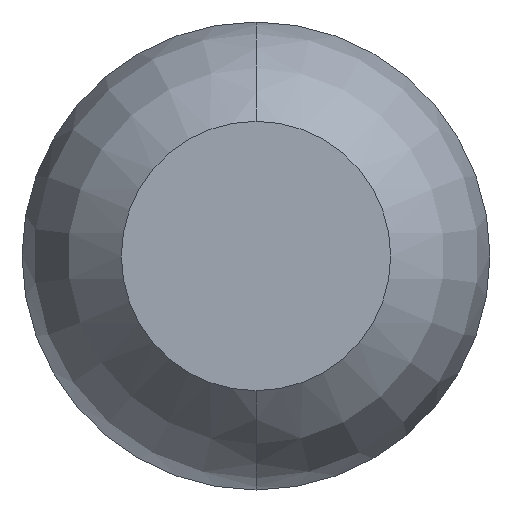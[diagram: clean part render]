
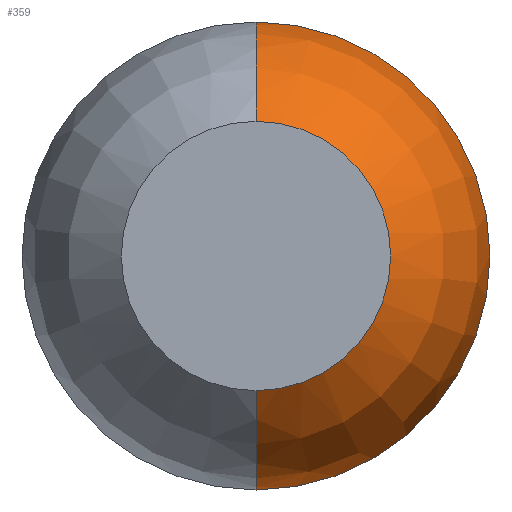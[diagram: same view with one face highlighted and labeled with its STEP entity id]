
A CAD part, front view. The second image highlights one B-rep face of the part: STEP entity #359.
In plain terms, the highlighted toroidal (fillet/blend) face has major radius 0.005 mm and minor radius 1.01 mm.
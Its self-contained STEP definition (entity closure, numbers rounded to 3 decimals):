
#1 = VERTEX_POINT ( 'NONE', #2187 ) ;
#59 = CARTESIAN_POINT ( 'NONE',  ( 0., -24.7, 0.584 ) ) ;
#96 = CIRCLE ( 'NONE', #2148, 1.01 ) ;
#177 = ORIENTED_EDGE ( 'NONE', *, *, #2481, .F. ) ;
#359 = ADVANCED_FACE ( 'Defeature ausgef�hrt1_0', ( #2451 ), #3830, .T. ) ;
#585 = AXIS2_PLACEMENT_3D ( 'NONE', #1594, #3709, #1907 ) ;
#640 = VERTEX_POINT ( 'NONE', #1508 ) ;
#672 = ORIENTED_EDGE ( 'NONE', *, *, #2161, .F. ) ;
#710 = EDGE_CURVE ( 'NONE', #1, #1166, #96, .T. ) ;
#756 = CARTESIAN_POINT ( 'NONE',  ( 0., -24.7, 0. ) ) ;
#845 = CIRCLE ( 'NONE', #2633, 0.584 ) ;
#899 = EDGE_LOOP ( 'NONE', ( #672, #2508, #177, #2589 ) ) ;
#942 = CIRCLE ( 'NONE', #3712, 1.01 ) ;
#1077 = DIRECTION ( 'NONE',  ( 0., 0., -1. ) ) ;
#1166 = VERTEX_POINT ( 'NONE', #2181 ) ;
#1217 = CARTESIAN_POINT ( 'NONE',  ( 0., -23.873, 0.005 ) ) ;
#1508 = CARTESIAN_POINT ( 'NONE',  ( 0., -23.873, 1.015 ) ) ;
#1594 = CARTESIAN_POINT ( 'NONE',  ( 0., -23.873, 0. ) ) ;
#1907 = DIRECTION ( 'NONE',  ( 0., 0., 1. ) ) ;
#2022 = AXIS2_PLACEMENT_3D ( 'NONE', #2430, #3654, #2394 ) ;
#2134 = EDGE_CURVE ( 'NONE', #3794, #640, #942, .T. ) ;
#2148 = AXIS2_PLACEMENT_3D ( 'NONE', #2175, #2780, #2183 ) ;
#2161 = EDGE_CURVE ( 'Defeature ausgef�hrt1_5+Defeature ausgef�hrt1_0+Defeature ausgef�hrt1_0+Defeature ausgef�hrt1_0', #1, #3794, #845, .T. ) ;
#2175 = CARTESIAN_POINT ( 'NONE',  ( 0., -23.873, -0.005 ) ) ;
#2181 = CARTESIAN_POINT ( 'NONE',  ( 0., -23.873, -1.015 ) ) ;
#2183 = DIRECTION ( 'NONE',  ( 0., 0., -1. ) ) ;
#2187 = CARTESIAN_POINT ( 'NONE',  ( 0., -24.7, -0.584 ) ) ;
#2394 = DIRECTION ( 'NONE',  ( 0., 0., 1. ) ) ;
#2430 = CARTESIAN_POINT ( 'NONE',  ( 0., -23.873, 0. ) ) ;
#2451 = FACE_OUTER_BOUND ( 'NONE', #899, .T. ) ;
#2481 = EDGE_CURVE ( 'Defeature ausgef�hrt1_1+Defeature ausgef�hrt1_0+Defeature ausgef�hrt1_0+Defeature ausgef�hrt1_0', #640, #1166, #3122, .T. ) ;
#2508 = ORIENTED_EDGE ( 'NONE', *, *, #710, .T. ) ;
#2589 = ORIENTED_EDGE ( 'NONE', *, *, #2134, .F. ) ;
#2633 = AXIS2_PLACEMENT_3D ( 'NONE', #756, #3535, #1077 ) ;
#2729 = DIRECTION ( 'NONE',  ( -1., 0., 0. ) ) ;
#2780 = DIRECTION ( 'NONE',  ( 1., 0., 0. ) ) ;
#3122 = CIRCLE ( 'NONE', #2022, 1.015 ) ;
#3339 = DIRECTION ( 'NONE',  ( 0., 0., 1. ) ) ;
#3535 = DIRECTION ( 'NONE',  ( 0., -1., 0. ) ) ;
#3654 = DIRECTION ( 'NONE',  ( 0., 1., 0. ) ) ;
#3709 = DIRECTION ( 'NONE',  ( 0., 1., 0. ) ) ;
#3712 = AXIS2_PLACEMENT_3D ( 'NONE', #1217, #2729, #3339 ) ;
#3794 = VERTEX_POINT ( 'NONE', #59 ) ;
#3830 = TOROIDAL_SURFACE ( 'NONE', #585, 0.005, 1.01 ) ;
